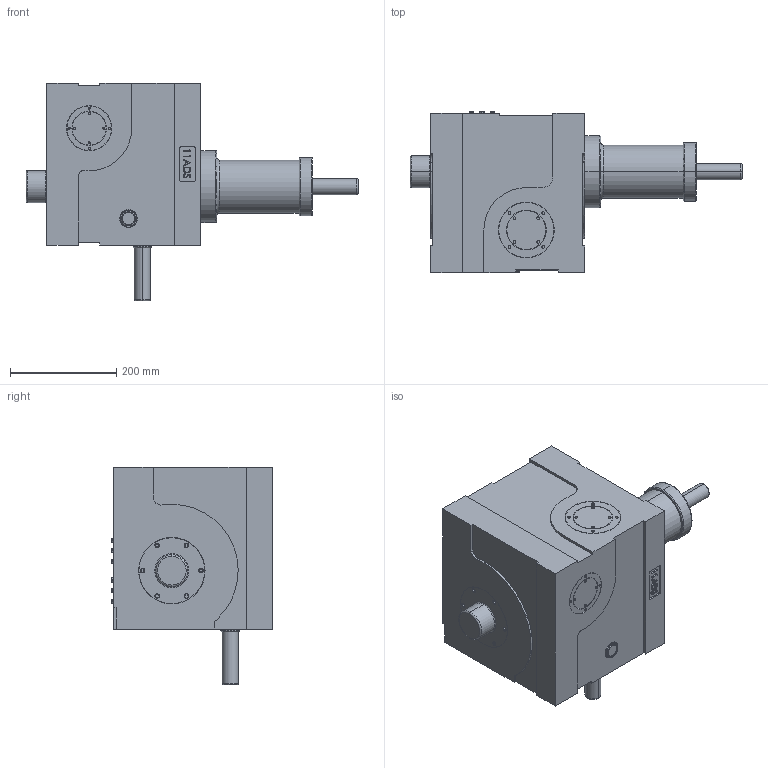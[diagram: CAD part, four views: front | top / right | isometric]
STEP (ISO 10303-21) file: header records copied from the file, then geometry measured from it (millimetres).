
FILE_DESCRIPTION (( 'STEP AP203' ), '1' );
FILE_NAME ('11ADS.STEP', '2025-06-16T00:42:38', ( '' ), ( '' ), 'SwSTEP 2.0', 'SolidWorks 2018', '' );
FILE_SCHEMA (( 'CONFIG_CONTROL_DESIGN' ));
Length unit declared in the file: millimetre
Products named in the file (1): 11ADS
Bounding box: 625 x 304 x 410 mm (x, y, z)
Volume: 27742429.9 mm3; surface area: 722243.3 mm2
Topology: 1 solids, 1 shells, 824 faces, 1975 edges, 1296 vertices
Faces by surface type: plane 420, cylinder 320, bspline 58, torus 22, cone 4
Entity records: 26862 total; most frequent: CARTESIAN_POINT 7206, DIRECTION 4151, ORIENTED_EDGE 3942, EDGE_CURVE 1971, AXIS2_PLACEMENT_3D 1529, VERTEX_POINT 1296, LINE 1093, VECTOR 1093
